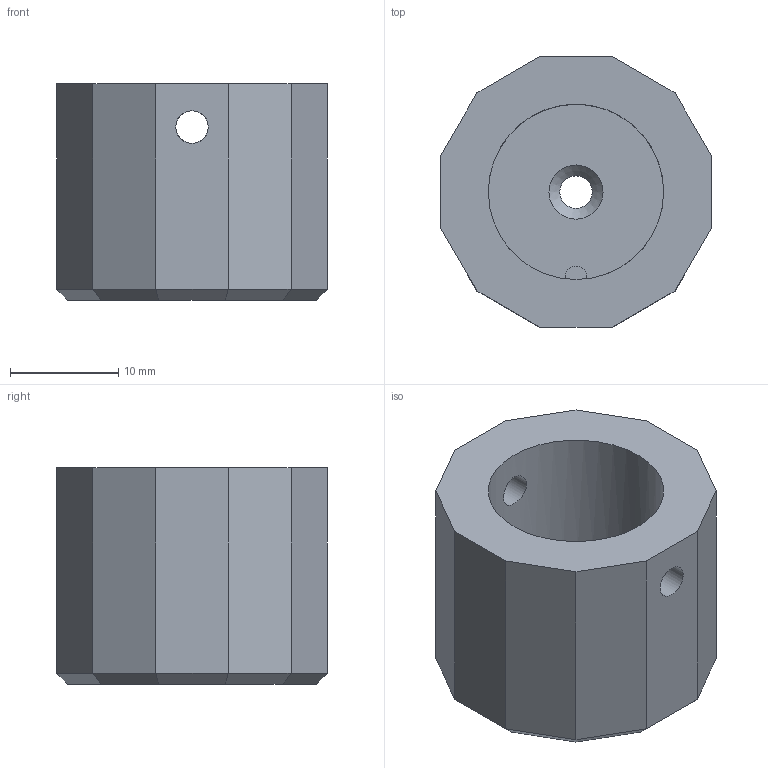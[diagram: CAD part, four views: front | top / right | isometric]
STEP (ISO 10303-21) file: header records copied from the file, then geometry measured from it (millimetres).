
FILE_DESCRIPTION(('STEP AP242'), '1');
FILE_NAME('itemBodyOfDieForThreadingM2-1', '', ('UNSPECIFIED'), ('UNSPECIFIED'), 'C3D Converter', 'C3D Toolkit', '');
FILE_SCHEMA(('AP242_MANAGED_MODEL_BASED_3D_ENGINEERING_MIM_LF { 1 0 10303 442 1 1 4 }'));
Length unit declared in the file: millimetre
Bounding box: 25 x 25 x 20 mm (x, y, z)
Volume: 7391.4 mm3; surface area: 3288 mm2
Topology: 1 solids, 1 shells, 37 faces, 88 edges, 54 vertices
Faces by surface type: plane 30, cylinder 5, cone 2
Full cylindrical faces by diameter (mm): 3 x3, 16.2 x1
Entity records: 1186 total; most frequent: CARTESIAN_POINT 305, DIRECTION 168, ORIENTED_EDGE 164, EDGE_CURVE 82, LINE 68, VECTOR 68, VERTEX_POINT 54, AXIS2_PLACEMENT_3D 50
